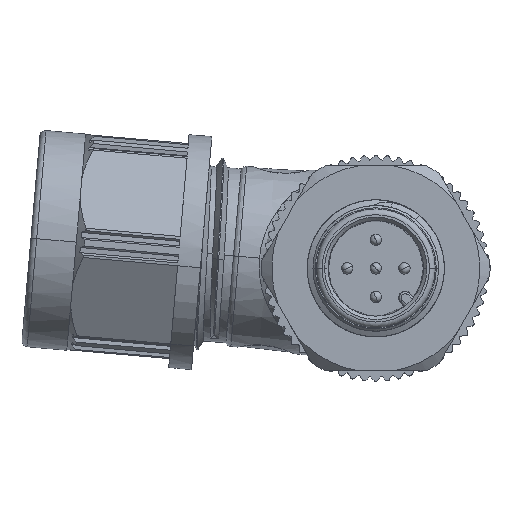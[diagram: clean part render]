
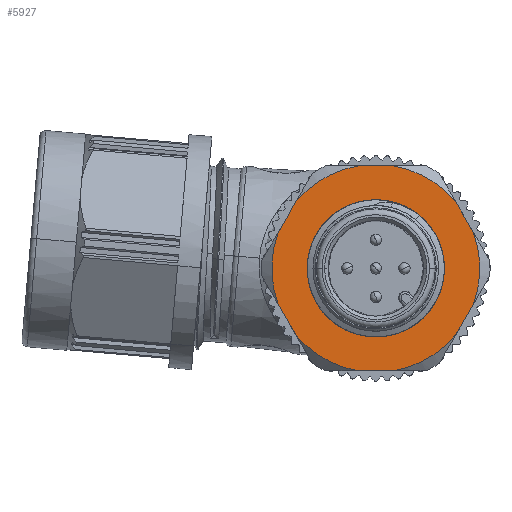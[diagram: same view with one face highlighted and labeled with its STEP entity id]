
A CAD part, front view. The second image highlights one B-rep face of the part: STEP entity #5927.
In plain terms, the highlighted planar face has unit normal (0, -1, 0).
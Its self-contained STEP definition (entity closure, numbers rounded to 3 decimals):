
#4822=FACE_BOUND('',#7607,.T.);
#4823=FACE_BOUND('',#7608,.T.);
#4903=PLANE('',#17813);
#5927=ADVANCED_FACE('',(#4822,#4823),#4903,.T.);
#7607=EDGE_LOOP('',(#9250,#9251));
#7608=EDGE_LOOP('',(#9252,#9253,#9254,#9255,#9256,#9257,#9258,#9259,#9260,
#9261,#9262,#9263));
#8323=CIRCLE('',#17774,6.);
#8324=CIRCLE('',#17776,6.);
#8325=CIRCLE('',#17779,9.101);
#8333=CIRCLE('',#17791,9.101);
#8338=CIRCLE('',#17801,9.101);
#8339=CIRCLE('',#17804,9.101);
#8342=CIRCLE('',#17810,9.101);
#8343=CIRCLE('',#17812,9.101);
#9250=ORIENTED_EDGE('',*,*,#14159,.F.);
#9251=ORIENTED_EDGE('',*,*,#14160,.F.);
#9252=ORIENTED_EDGE('',*,*,#14210,.T.);
#9253=ORIENTED_EDGE('',*,*,#14206,.T.);
#9254=ORIENTED_EDGE('',*,*,#14204,.T.);
#9255=ORIENTED_EDGE('',*,*,#14201,.T.);
#9256=ORIENTED_EDGE('',*,*,#14199,.T.);
#9257=ORIENTED_EDGE('',*,*,#14215,.T.);
#9258=ORIENTED_EDGE('',*,*,#14216,.T.);
#9259=ORIENTED_EDGE('',*,*,#14167,.T.);
#9260=ORIENTED_EDGE('',*,*,#14165,.T.);
#9261=ORIENTED_EDGE('',*,*,#14182,.T.);
#9262=ORIENTED_EDGE('',*,*,#14187,.T.);
#9263=ORIENTED_EDGE('',*,*,#14214,.T.);
#12821=VERTEX_POINT('',#24598);
#12822=VERTEX_POINT('',#24600);
#12827=VERTEX_POINT('',#24645);
#12828=VERTEX_POINT('',#24647);
#12829=VERTEX_POINT('',#24660);
#12840=VERTEX_POINT('',#24745);
#12843=VERTEX_POINT('',#24776);
#12854=VERTEX_POINT('',#24834);
#12855=VERTEX_POINT('',#24836);
#12856=VERTEX_POINT('',#24849);
#12857=VERTEX_POINT('',#24886);
#12858=VERTEX_POINT('',#24899);
#12861=VERTEX_POINT('',#24939);
#12862=VERTEX_POINT('',#24957);
#14159=EDGE_CURVE('',#12822,#12821,#8323,.T.);
#14160=EDGE_CURVE('',#12821,#12822,#8324,.T.);
#14165=EDGE_CURVE('',#12828,#12827,#15958,.T.);
#14167=EDGE_CURVE('',#12829,#12828,#8325,.T.);
#14182=EDGE_CURVE('',#12827,#12840,#8333,.T.);
#14187=EDGE_CURVE('',#12840,#12843,#15964,.T.);
#14199=EDGE_CURVE('',#12855,#12854,#15970,.T.);
#14201=EDGE_CURVE('',#12856,#12855,#8338,.T.);
#14204=EDGE_CURVE('',#12857,#12856,#15971,.T.);
#14206=EDGE_CURVE('',#12858,#12857,#8339,.T.);
#14210=EDGE_CURVE('',#12861,#12858,#15973,.T.);
#14214=EDGE_CURVE('',#12843,#12861,#8342,.T.);
#14215=EDGE_CURVE('',#12854,#12862,#8343,.T.);
#14216=EDGE_CURVE('',#12862,#12829,#15974,.T.);
#15958=LINE('',#24646,#16828);
#15964=LINE('',#24777,#16834);
#15970=LINE('',#24835,#16840);
#15971=LINE('',#24885,#16841);
#15973=LINE('',#24938,#16843);
#15974=LINE('',#24958,#16844);
#16828=VECTOR('',#19171,1.);
#16834=VECTOR('',#19207,1.);
#16840=VECTOR('',#19227,1.);
#16841=VECTOR('',#19234,1.);
#16843=VECTOR('',#19242,1.);
#16844=VECTOR('',#19257,1.);
#17774=AXIS2_PLACEMENT_3D('',#24601,#19161,#19162);
#17776=AXIS2_PLACEMENT_3D('',#24603,#19165,#19166);
#17779=AXIS2_PLACEMENT_3D('',#24659,#19174,#19175);
#17791=AXIS2_PLACEMENT_3D('',#24744,#19202,#19203);
#17801=AXIS2_PLACEMENT_3D('',#24848,#19230,#19231);
#17804=AXIS2_PLACEMENT_3D('',#24898,#19237,#19238);
#17810=AXIS2_PLACEMENT_3D('',#24954,#19251,#19252);
#17812=AXIS2_PLACEMENT_3D('',#24956,#19255,#19256);
#17813=AXIS2_PLACEMENT_3D('',#24959,#19258,#19259);
#19161=DIRECTION('',(0.,-1.,0.));
#19162=DIRECTION('',(1.,0.,0.));
#19165=DIRECTION('',(0.,-1.,0.));
#19166=DIRECTION('',(-1.,0.,0.));
#19171=DIRECTION('',(1.,0.,0.));
#19174=DIRECTION('',(0.,-1.,0.));
#19175=DIRECTION('',(-0.769,0.,-0.639));
#19202=DIRECTION('',(0.,-1.,0.));
#19203=DIRECTION('',(0.169,0.,-0.986));
#19207=DIRECTION('',(0.5,0.,0.866));
#19227=DIRECTION('',(-0.5,0.,-0.866));
#19230=DIRECTION('',(0.,-1.,0.));
#19231=DIRECTION('',(-0.169,0.,0.986));
#19234=DIRECTION('',(-1.,0.,0.));
#19237=DIRECTION('',(0.,-1.,0.));
#19238=DIRECTION('',(0.769,0.,0.639));
#19242=DIRECTION('',(-0.5,0.,0.866));
#19251=DIRECTION('',(0.,-1.,0.));
#19252=DIRECTION('',(0.938,0.,-0.346));
#19255=DIRECTION('',(0.,-1.,0.));
#19256=DIRECTION('',(-0.938,0.,0.346));
#19257=DIRECTION('',(0.5,0.,-0.866));
#19258=DIRECTION('',(0.,-1.,0.));
#19259=DIRECTION('',(-1.,0.,0.));
#24598=CARTESIAN_POINT('',(-6.,-4.75,0.));
#24600=CARTESIAN_POINT('',(6.,-4.75,0.));
#24601=CARTESIAN_POINT('',(0.,-4.75,0.));
#24603=CARTESIAN_POINT('',(0.,-4.75,0.));
#24645=CARTESIAN_POINT('',(1.541,-4.75,-8.97));
#24646=CARTESIAN_POINT('',(-1.541,-4.75,-8.97));
#24647=CARTESIAN_POINT('',(-1.541,-4.75,-8.97));
#24659=CARTESIAN_POINT('',(0.,-4.75,0.));
#24660=CARTESIAN_POINT('',(-6.998,-4.75,-5.819));
#24744=CARTESIAN_POINT('',(0.,-4.75,0.));
#24745=CARTESIAN_POINT('',(6.998,-4.75,-5.819));
#24776=CARTESIAN_POINT('',(8.539,-4.75,-3.151));
#24777=CARTESIAN_POINT('',(6.998,-4.75,-5.819));
#24834=CARTESIAN_POINT('',(-8.539,-4.75,3.151));
#24835=CARTESIAN_POINT('',(-6.998,-4.75,5.819));
#24836=CARTESIAN_POINT('',(-6.998,-4.75,5.819));
#24848=CARTESIAN_POINT('',(0.,-4.75,0.));
#24849=CARTESIAN_POINT('',(-1.541,-4.75,8.97));
#24885=CARTESIAN_POINT('',(1.541,-4.75,8.97));
#24886=CARTESIAN_POINT('',(1.541,-4.75,8.97));
#24898=CARTESIAN_POINT('',(0.,-4.75,0.));
#24899=CARTESIAN_POINT('',(6.998,-4.75,5.819));
#24938=CARTESIAN_POINT('',(8.539,-4.75,3.151));
#24939=CARTESIAN_POINT('',(8.539,-4.75,3.151));
#24954=CARTESIAN_POINT('',(0.,-4.75,0.));
#24956=CARTESIAN_POINT('',(0.,-4.75,0.));
#24957=CARTESIAN_POINT('',(-8.539,-4.75,-3.151));
#24958=CARTESIAN_POINT('',(-8.539,-4.75,-3.151));
#24959=CARTESIAN_POINT('',(0.,-4.75,0.));
